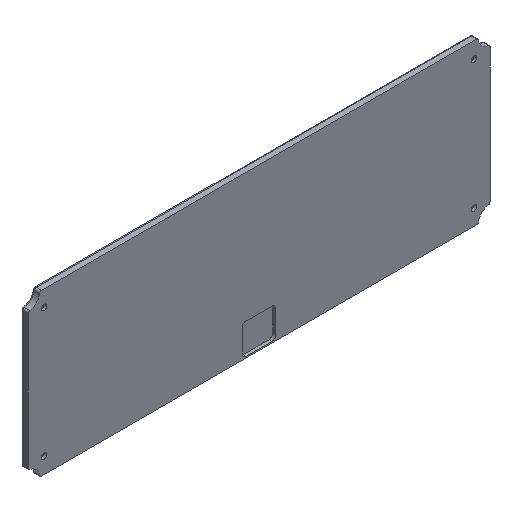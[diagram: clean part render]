
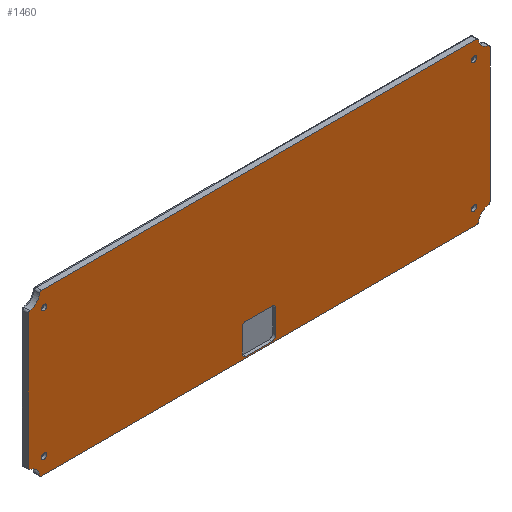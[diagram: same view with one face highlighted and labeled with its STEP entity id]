
A CAD part, isometric view. The second image highlights one B-rep face of the part: STEP entity #1460.
In plain terms, the highlighted planar face has unit normal (0, -1, 0).
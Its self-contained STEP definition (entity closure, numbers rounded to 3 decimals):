
#34=FACE_BOUND('',#181,.T.);
#35=FACE_BOUND('',#182,.T.);
#36=FACE_BOUND('',#183,.T.);
#37=FACE_BOUND('',#184,.T.);
#38=FACE_BOUND('',#185,.T.);
#42=PLANE('',#1617);
#80=FACE_OUTER_BOUND('',#180,.T.);
#180=EDGE_LOOP('',(#1041,#1042,#1043,#1044,#1045,#1046,#1047,#1048,#1049,
#1050,#1051,#1052,#1053,#1054,#1055,#1056));
#181=EDGE_LOOP('',(#1057));
#182=EDGE_LOOP('',(#1058));
#183=EDGE_LOOP('',(#1059));
#184=EDGE_LOOP('',(#1060));
#185=EDGE_LOOP('',(#1061,#1062,#1063,#1064,#1065,#1066,#1067,#1068));
#289=LINE('',#2486,#378);
#290=LINE('',#2494,#379);
#291=LINE('',#2502,#380);
#292=LINE('',#2510,#381);
#293=LINE('',#2514,#382);
#294=LINE('',#2518,#383);
#295=LINE('',#2522,#384);
#296=LINE('',#2526,#385);
#378=VECTOR('',#1949,10.);
#379=VECTOR('',#1956,10.);
#380=VECTOR('',#1963,10.);
#381=VECTOR('',#1970,10.);
#382=VECTOR('',#1973,10.);
#383=VECTOR('',#1976,10.);
#384=VECTOR('',#1979,10.);
#385=VECTOR('',#1982,10.);
#447=CIRCLE('',#1561,1.5);
#449=CIRCLE('',#1564,1.5);
#451=CIRCLE('',#1567,1.5);
#453=CIRCLE('',#1570,1.5);
#489=CIRCLE('',#1618,6.6);
#490=CIRCLE('',#1619,1.);
#491=CIRCLE('',#1620,1.);
#492=CIRCLE('',#1621,6.6);
#493=CIRCLE('',#1622,1.);
#494=CIRCLE('',#1623,1.);
#495=CIRCLE('',#1624,6.6);
#496=CIRCLE('',#1625,1.);
#497=CIRCLE('',#1626,1.);
#498=CIRCLE('',#1627,6.6);
#499=CIRCLE('',#1628,1.);
#500=CIRCLE('',#1629,1.);
#501=CIRCLE('',#1630,2.);
#502=CIRCLE('',#1631,2.);
#503=CIRCLE('',#1632,2.);
#504=CIRCLE('',#1633,2.);
#581=VERTEX_POINT('',#2346);
#583=VERTEX_POINT('',#2352);
#585=VERTEX_POINT('',#2358);
#587=VERTEX_POINT('',#2364);
#634=VERTEX_POINT('',#2480);
#635=VERTEX_POINT('',#2481);
#636=VERTEX_POINT('',#2483);
#637=VERTEX_POINT('',#2485);
#638=VERTEX_POINT('',#2487);
#639=VERTEX_POINT('',#2489);
#640=VERTEX_POINT('',#2491);
#641=VERTEX_POINT('',#2493);
#642=VERTEX_POINT('',#2495);
#643=VERTEX_POINT('',#2497);
#644=VERTEX_POINT('',#2499);
#645=VERTEX_POINT('',#2501);
#646=VERTEX_POINT('',#2503);
#647=VERTEX_POINT('',#2505);
#648=VERTEX_POINT('',#2507);
#649=VERTEX_POINT('',#2509);
#650=VERTEX_POINT('',#2512);
#651=VERTEX_POINT('',#2513);
#652=VERTEX_POINT('',#2515);
#653=VERTEX_POINT('',#2517);
#654=VERTEX_POINT('',#2519);
#655=VERTEX_POINT('',#2521);
#656=VERTEX_POINT('',#2523);
#657=VERTEX_POINT('',#2525);
#723=EDGE_CURVE('',#581,#581,#447,.T.);
#726=EDGE_CURVE('',#583,#583,#449,.T.);
#729=EDGE_CURVE('',#585,#585,#451,.T.);
#732=EDGE_CURVE('',#587,#587,#453,.T.);
#789=EDGE_CURVE('',#634,#635,#489,.F.);
#790=EDGE_CURVE('',#634,#636,#490,.F.);
#791=EDGE_CURVE('',#637,#636,#289,.T.);
#792=EDGE_CURVE('',#637,#638,#491,.F.);
#793=EDGE_CURVE('',#638,#639,#492,.T.);
#794=EDGE_CURVE('',#639,#640,#493,.F.);
#795=EDGE_CURVE('',#640,#641,#290,.T.);
#796=EDGE_CURVE('',#641,#642,#494,.F.);
#797=EDGE_CURVE('',#643,#642,#495,.F.);
#798=EDGE_CURVE('',#643,#644,#496,.F.);
#799=EDGE_CURVE('',#644,#645,#291,.T.);
#800=EDGE_CURVE('',#645,#646,#497,.F.);
#801=EDGE_CURVE('',#646,#647,#498,.T.);
#802=EDGE_CURVE('',#647,#648,#499,.F.);
#803=EDGE_CURVE('',#649,#648,#292,.T.);
#804=EDGE_CURVE('',#649,#635,#500,.F.);
#805=EDGE_CURVE('',#650,#651,#293,.F.);
#806=EDGE_CURVE('',#650,#652,#501,.T.);
#807=EDGE_CURVE('',#653,#652,#294,.F.);
#808=EDGE_CURVE('',#653,#654,#502,.T.);
#809=EDGE_CURVE('',#655,#654,#295,.F.);
#810=EDGE_CURVE('',#655,#656,#503,.T.);
#811=EDGE_CURVE('',#657,#656,#296,.F.);
#812=EDGE_CURVE('',#657,#651,#504,.T.);
#1041=ORIENTED_EDGE('',*,*,#789,.F.);
#1042=ORIENTED_EDGE('',*,*,#790,.T.);
#1043=ORIENTED_EDGE('',*,*,#791,.F.);
#1044=ORIENTED_EDGE('',*,*,#792,.T.);
#1045=ORIENTED_EDGE('',*,*,#793,.T.);
#1046=ORIENTED_EDGE('',*,*,#794,.T.);
#1047=ORIENTED_EDGE('',*,*,#795,.T.);
#1048=ORIENTED_EDGE('',*,*,#796,.T.);
#1049=ORIENTED_EDGE('',*,*,#797,.F.);
#1050=ORIENTED_EDGE('',*,*,#798,.T.);
#1051=ORIENTED_EDGE('',*,*,#799,.T.);
#1052=ORIENTED_EDGE('',*,*,#800,.T.);
#1053=ORIENTED_EDGE('',*,*,#801,.T.);
#1054=ORIENTED_EDGE('',*,*,#802,.T.);
#1055=ORIENTED_EDGE('',*,*,#803,.F.);
#1056=ORIENTED_EDGE('',*,*,#804,.T.);
#1057=ORIENTED_EDGE('',*,*,#732,.T.);
#1058=ORIENTED_EDGE('',*,*,#723,.T.);
#1059=ORIENTED_EDGE('',*,*,#726,.T.);
#1060=ORIENTED_EDGE('',*,*,#729,.T.);
#1061=ORIENTED_EDGE('',*,*,#805,.F.);
#1062=ORIENTED_EDGE('',*,*,#806,.T.);
#1063=ORIENTED_EDGE('',*,*,#807,.F.);
#1064=ORIENTED_EDGE('',*,*,#808,.T.);
#1065=ORIENTED_EDGE('',*,*,#809,.F.);
#1066=ORIENTED_EDGE('',*,*,#810,.T.);
#1067=ORIENTED_EDGE('',*,*,#811,.F.);
#1068=ORIENTED_EDGE('',*,*,#812,.T.);
#1460=ADVANCED_FACE('',(#80,#34,#35,#36,#37,#38),#42,.F.);
#1561=AXIS2_PLACEMENT_3D('',#2347,#1807,#1808);
#1564=AXIS2_PLACEMENT_3D('',#2353,#1814,#1815);
#1567=AXIS2_PLACEMENT_3D('',#2359,#1821,#1822);
#1570=AXIS2_PLACEMENT_3D('',#2365,#1828,#1829);
#1617=AXIS2_PLACEMENT_3D('',#2479,#1943,#1944);
#1618=AXIS2_PLACEMENT_3D('',#2482,#1945,#1946);
#1619=AXIS2_PLACEMENT_3D('',#2484,#1947,#1948);
#1620=AXIS2_PLACEMENT_3D('',#2488,#1950,#1951);
#1621=AXIS2_PLACEMENT_3D('',#2490,#1952,#1953);
#1622=AXIS2_PLACEMENT_3D('',#2492,#1954,#1955);
#1623=AXIS2_PLACEMENT_3D('',#2496,#1957,#1958);
#1624=AXIS2_PLACEMENT_3D('',#2498,#1959,#1960);
#1625=AXIS2_PLACEMENT_3D('',#2500,#1961,#1962);
#1626=AXIS2_PLACEMENT_3D('',#2504,#1964,#1965);
#1627=AXIS2_PLACEMENT_3D('',#2506,#1966,#1967);
#1628=AXIS2_PLACEMENT_3D('',#2508,#1968,#1969);
#1629=AXIS2_PLACEMENT_3D('',#2511,#1971,#1972);
#1630=AXIS2_PLACEMENT_3D('',#2516,#1974,#1975);
#1631=AXIS2_PLACEMENT_3D('',#2520,#1977,#1978);
#1632=AXIS2_PLACEMENT_3D('',#2524,#1980,#1981);
#1633=AXIS2_PLACEMENT_3D('',#2527,#1983,#1984);
#1807=DIRECTION('center_axis',(0.,1.,0.));
#1808=DIRECTION('ref_axis',(0.,0.,1.));
#1814=DIRECTION('center_axis',(0.,1.,0.));
#1815=DIRECTION('ref_axis',(0.,0.,1.));
#1821=DIRECTION('center_axis',(0.,1.,0.));
#1822=DIRECTION('ref_axis',(0.,0.,1.));
#1828=DIRECTION('center_axis',(0.,1.,0.));
#1829=DIRECTION('ref_axis',(0.,0.,1.));
#1943=DIRECTION('center_axis',(0.,1.,0.));
#1944=DIRECTION('ref_axis',(0.,0.,1.));
#1945=DIRECTION('center_axis',(0.,1.,0.));
#1946=DIRECTION('ref_axis',(0.,0.,1.));
#1947=DIRECTION('center_axis',(0.,1.,0.));
#1948=DIRECTION('ref_axis',(0.,0.,1.));
#1949=DIRECTION('',(0.,0.,-1.));
#1950=DIRECTION('center_axis',(0.,1.,0.));
#1951=DIRECTION('ref_axis',(0.,0.,1.));
#1952=DIRECTION('center_axis',(0.,1.,0.));
#1953=DIRECTION('ref_axis',(0.,0.,1.));
#1954=DIRECTION('center_axis',(0.,1.,0.));
#1955=DIRECTION('ref_axis',(0.,0.,1.));
#1956=DIRECTION('',(-1.,0.,0.));
#1957=DIRECTION('center_axis',(0.,1.,0.));
#1958=DIRECTION('ref_axis',(0.,0.,1.));
#1959=DIRECTION('center_axis',(0.,1.,0.));
#1960=DIRECTION('ref_axis',(0.,0.,1.));
#1961=DIRECTION('center_axis',(0.,1.,0.));
#1962=DIRECTION('ref_axis',(0.,0.,1.));
#1963=DIRECTION('',(0.,0.,-1.));
#1964=DIRECTION('center_axis',(0.,1.,0.));
#1965=DIRECTION('ref_axis',(0.,0.,1.));
#1966=DIRECTION('center_axis',(0.,1.,0.));
#1967=DIRECTION('ref_axis',(0.,0.,1.));
#1968=DIRECTION('center_axis',(0.,1.,0.));
#1969=DIRECTION('ref_axis',(0.,0.,1.));
#1970=DIRECTION('',(-1.,0.,0.));
#1971=DIRECTION('center_axis',(0.,1.,0.));
#1972=DIRECTION('ref_axis',(0.,0.,1.));
#1973=DIRECTION('',(-1.,0.,0.));
#1974=DIRECTION('center_axis',(0.,1.,0.));
#1975=DIRECTION('ref_axis',(0.,0.,1.));
#1976=DIRECTION('',(0.,0.,1.));
#1977=DIRECTION('center_axis',(0.,1.,0.));
#1978=DIRECTION('ref_axis',(0.,0.,1.));
#1979=DIRECTION('',(1.,0.,0.));
#1980=DIRECTION('center_axis',(0.,1.,0.));
#1981=DIRECTION('ref_axis',(0.,0.,1.));
#1982=DIRECTION('',(0.,0.,-1.));
#1983=DIRECTION('center_axis',(0.,1.,0.));
#1984=DIRECTION('ref_axis',(0.,0.,1.));
#2346=CARTESIAN_POINT('',(119.752,-1.,-37.201));
#2347=CARTESIAN_POINT('Origin',(119.752,-1.,-35.701));
#2352=CARTESIAN_POINT('',(119.752,-1.,34.562));
#2353=CARTESIAN_POINT('Origin',(119.752,-1.,36.062));
#2358=CARTESIAN_POINT('',(-119.74,-1.,34.562));
#2359=CARTESIAN_POINT('Origin',(-119.74,-1.,36.062));
#2364=CARTESIAN_POINT('',(-119.74,-1.,-37.201));
#2365=CARTESIAN_POINT('Origin',(-119.74,-1.,-35.701));
#2479=CARTESIAN_POINT('Origin',(128.752,-1.,-44.701));
#2480=CARTESIAN_POINT('',(127.797,-1.,-38.17));
#2481=CARTESIAN_POINT('',(122.222,-1.,-43.746));
#2482=CARTESIAN_POINT('Origin',(128.752,-1.,-44.701));
#2483=CARTESIAN_POINT('',(128.652,-1.,-37.181));
#2484=CARTESIAN_POINT('Origin',(127.652,-1.,-37.181));
#2485=CARTESIAN_POINT('',(128.652,-1.,37.542));
#2486=CARTESIAN_POINT('',(128.652,-1.,-22.35));
#2487=CARTESIAN_POINT('',(127.797,-1.,38.532));
#2488=CARTESIAN_POINT('Origin',(127.652,-1.,37.542));
#2489=CARTESIAN_POINT('',(122.222,-1.,44.107));
#2490=CARTESIAN_POINT('Origin',(128.752,-1.,45.062));
#2491=CARTESIAN_POINT('',(121.232,-1.,44.962));
#2492=CARTESIAN_POINT('Origin',(121.232,-1.,43.962));
#2493=CARTESIAN_POINT('',(-121.22,-1.,44.962));
#2494=CARTESIAN_POINT('',(64.376,-1.,44.962));
#2495=CARTESIAN_POINT('',(-122.209,-1.,44.107));
#2496=CARTESIAN_POINT('Origin',(-121.22,-1.,43.962));
#2497=CARTESIAN_POINT('',(-127.784,-1.,38.532));
#2498=CARTESIAN_POINT('Origin',(-128.74,-1.,45.062));
#2499=CARTESIAN_POINT('',(-128.64,-1.,37.542));
#2500=CARTESIAN_POINT('Origin',(-127.64,-1.,37.542));
#2501=CARTESIAN_POINT('',(-128.64,-1.,-37.181));
#2502=CARTESIAN_POINT('',(-128.64,-1.,-22.35));
#2503=CARTESIAN_POINT('',(-127.784,-1.,-38.17));
#2504=CARTESIAN_POINT('Origin',(-127.64,-1.,-37.181));
#2505=CARTESIAN_POINT('',(-122.209,-1.,-43.746));
#2506=CARTESIAN_POINT('Origin',(-128.74,-1.,-44.701));
#2507=CARTESIAN_POINT('',(-121.22,-1.,-44.601));
#2508=CARTESIAN_POINT('Origin',(-121.22,-1.,-43.601));
#2509=CARTESIAN_POINT('',(121.232,-1.,-44.601));
#2510=CARTESIAN_POINT('',(64.376,-1.,-44.601));
#2511=CARTESIAN_POINT('Origin',(121.232,-1.,-43.601));
#2512=CARTESIAN_POINT('',(-7.244,-1.,-43.701));
#2513=CARTESIAN_POINT('',(7.256,-1.,-43.701));
#2514=CARTESIAN_POINT('',(69.004,-1.,-43.701));
#2515=CARTESIAN_POINT('',(-9.244,-1.,-41.701));
#2516=CARTESIAN_POINT('Origin',(-7.244,-1.,-41.701));
#2517=CARTESIAN_POINT('',(-9.244,-1.,-28.701));
#2518=CARTESIAN_POINT('',(-9.244,-1.,-44.201));
#2519=CARTESIAN_POINT('',(-7.244,-1.,-26.701));
#2520=CARTESIAN_POINT('Origin',(-7.244,-1.,-28.701));
#2521=CARTESIAN_POINT('',(7.256,-1.,-26.701));
#2522=CARTESIAN_POINT('',(59.754,-1.,-26.701));
#2523=CARTESIAN_POINT('',(9.256,-1.,-28.701));
#2524=CARTESIAN_POINT('Origin',(7.256,-1.,-28.701));
#2525=CARTESIAN_POINT('',(9.256,-1.,-41.701));
#2526=CARTESIAN_POINT('',(9.256,-1.,-44.201));
#2527=CARTESIAN_POINT('Origin',(7.256,-1.,-41.701));
